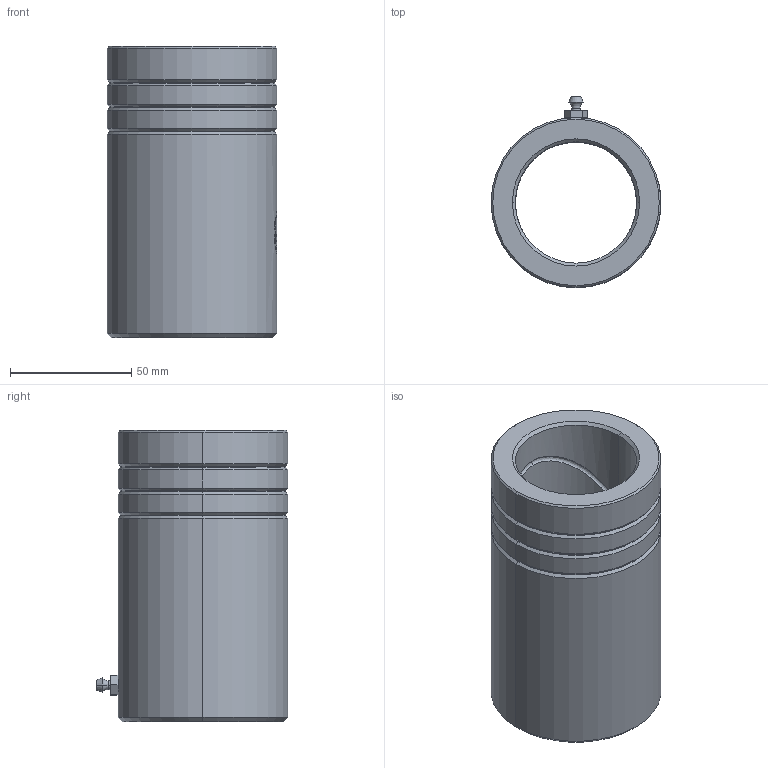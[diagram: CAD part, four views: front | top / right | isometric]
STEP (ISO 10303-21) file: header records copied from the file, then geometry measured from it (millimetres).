
FILE_DESCRIPTION (( 'STEP AP214' ), '1' );
FILE_NAME ('LXB-D70-d50-L120×é×°.STEP', '2021-09-27T07:25:07', ( '' ), ( '' ), 'SwSTEP 2.0', 'SolidWorks 2016', '' );
FILE_SCHEMA (( 'AUTOMOTIVE_DESIGN' ));
Length unit declared in the file: millimetre
Products named in the file (6): LXB-D70-d50-L120; LXB-D70-d50-L120郪蚾; 蛁蚐郲
Assembly tree (3 placements, depth 2):
  LXB-D70-d50-L120郪蚾
    LXB-D70-d50-L120
  LXB-D70-d50-L120郪蚾
    LXB-D70-d50-L120
    蛁蚐郲
  蛁蚐郲
Bounding box: 70 x 79 x 120 mm (x, y, z)
Volume: 223937.4 mm3; surface area: 49860.5 mm2
Topology: 2 solids, 2 shells, 93 faces, 219 edges, 134 vertices
Faces by surface type: cylinder 23, cone 20, torus 18, plane 18, bspline 14
Entity records: 7372 total; most frequent: CARTESIAN_POINT 5159, ORIENTED_EDGE 434, DIRECTION 419, EDGE_CURVE 217, AXIS2_PLACEMENT_3D 175, VERTEX_POINT 130, EDGE_LOOP 101, FACE_OUTER_BOUND 93
